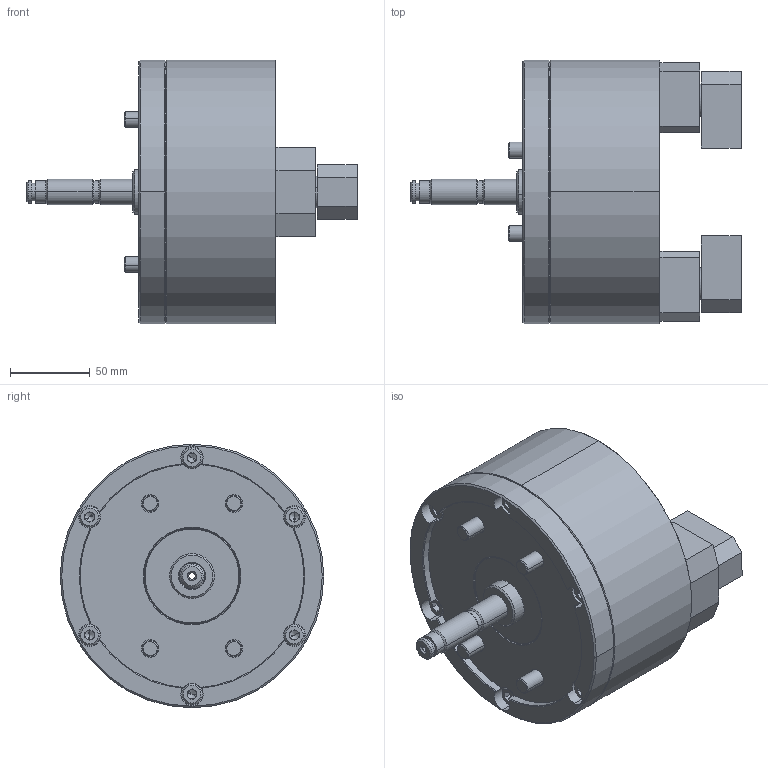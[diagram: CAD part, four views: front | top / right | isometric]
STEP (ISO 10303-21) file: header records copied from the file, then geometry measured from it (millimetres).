
FILE_DESCRIPTION (( 'STEP AP203' ), '1' );
FILE_NAME ('2J-06¥~Æ[¹Ï.STEP', '2016-01-18T07:14:01', ( 'temp' ), ( '' ), 'SwSTEP 2.0', 'SolidWorks 2015', '' );
FILE_SCHEMA (( 'CONFIG_CONTROL_DESIGN' ));
Length unit declared in the file: millimetre
Products named in the file (12): M8x30L; 2J-06-01000_2銑工一; M10x85; 2J-06-03000_1精銑; M8x16L; 3J-06連結桿螺栓; 2J-06外觀圖; 3J-06下拉柱; 3J-06下拉柱座; 3J-06連結桿襯套; 3J-06生爪; M10x20L
Assembly tree (30 placements, depth 2):
  2J-06外觀圖
    2J-06-01000_2銑工一
    2J-06-03000_1精銑
    3J-06連結桿螺栓
    3J-06下拉柱  x2
    3J-06下拉柱座  x2
    3J-06連結桿襯套
    3J-06生爪  x2
    M10x20L  x2
    M8x30L  x8
    M10x85  x4
    M8x16L  x6
Bounding box: 206.9 x 165 x 165 mm (x, y, z)
Volume: 1413820.5 mm3; surface area: 282685 mm2
Topology: 30 solids, 30 shells, 945 faces, 2179 edges, 1304 vertices
Faces by surface type: plane 402, cylinder 293, cone 244, torus 6
Entity records: 15194 total; most frequent: DIRECTION 2578, CARTESIAN_POINT 2301, ORIENTED_EDGE 2116, EDGE_CURVE 1058, AXIS2_PLACEMENT_3D 1042, VERTEX_POINT 661, EDGE_LOOP 571, CIRCLE 540
